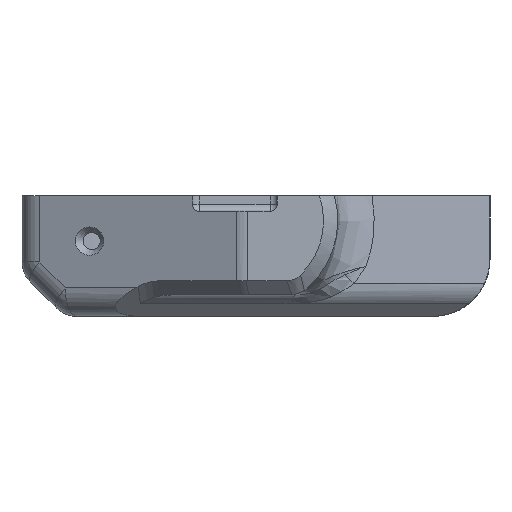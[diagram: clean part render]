
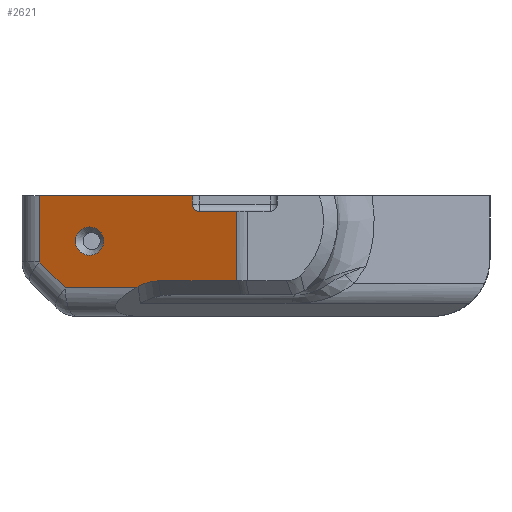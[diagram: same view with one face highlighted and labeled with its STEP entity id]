
A CAD part, front view. The second image highlights one B-rep face of the part: STEP entity #2621.
In plain terms, the highlighted planar face has unit normal (-0.387, -0.922, 0).
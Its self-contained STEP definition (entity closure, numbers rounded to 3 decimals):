
#2484=CARTESIAN_POINT('',(11.5,-9.5,7.));
#2485=DIRECTION('',(-0.387,-0.922,0.));
#2486=DIRECTION('',(0.922,-0.387,0.));
#2487=AXIS2_PLACEMENT_3D('',#2484,#2485,#2486);
#2488=PLANE('',#2487);
#2489=CARTESIAN_POINT('',(20.,-13.065,-0.));
#2490=VERTEX_POINT('',#2489);
#2491=CARTESIAN_POINT('',(20.,-13.065,-1.2));
#2492=VERTEX_POINT('',#2491);
#2493=CARTESIAN_POINT('',(20.,-13.065,-0.));
#2494=DIRECTION('',(-0.,-0.,-1.));
#2495=VECTOR('',#2494,1.2);
#2496=LINE('',#2493,#2495);
#2497=EDGE_CURVE('',#2490,#2492,#2496,.T.);
#2498=ORIENTED_EDGE('',*,*,#2497,.F.);
#2499=CARTESIAN_POINT('',(-1.547,-4.029,0.));
#2500=VERTEX_POINT('',#2499);
#2501=CARTESIAN_POINT('',(-1.547,-4.029,-0.));
#2502=DIRECTION('',(0.922,-0.387,0.));
#2503=VECTOR('',#2502,23.365);
#2504=LINE('',#2501,#2503);
#2505=EDGE_CURVE('',#2500,#2490,#2504,.T.);
#2506=ORIENTED_EDGE('',*,*,#2505,.F.);
#2507=CARTESIAN_POINT('',(-1.547,-4.029,-9.343));
#2508=VERTEX_POINT('',#2507);
#2509=CARTESIAN_POINT('',(-1.547,-4.029,0.));
#2510=DIRECTION('',(0.,0.,-1.));
#2511=VECTOR('',#2510,9.343);
#2512=LINE('',#2509,#2511);
#2513=EDGE_CURVE('',#2500,#2508,#2512,.T.);
#2514=ORIENTED_EDGE('',*,*,#2513,.T.);
#2515=CARTESIAN_POINT('',(2.11,-5.562,-13.));
#2516=VERTEX_POINT('',#2515);
#2517=CARTESIAN_POINT('',(-1.547,-4.029,-9.343));
#2518=DIRECTION('',(0.678,-0.284,-0.678));
#2519=VECTOR('',#2518,5.394);
#2520=LINE('',#2517,#2519);
#2521=EDGE_CURVE('',#2508,#2516,#2520,.T.);
#2522=ORIENTED_EDGE('',*,*,#2521,.T.);
#2523=CARTESIAN_POINT('',(12.026,-9.721,-13.));
#2524=VERTEX_POINT('',#2523);
#2525=CARTESIAN_POINT('',(2.11,-5.562,-13.));
#2526=DIRECTION('',(0.922,-0.387,-0.));
#2527=VECTOR('',#2526,10.753);
#2528=LINE('',#2525,#2527);
#2529=EDGE_CURVE('',#2516,#2524,#2528,.T.);
#2530=ORIENTED_EDGE('',*,*,#2529,.T.);
#2531=CARTESIAN_POINT('',(12.382,-9.87,-12.802));
#2532=VERTEX_POINT('',#2531);
#2533=CARTESIAN_POINT('',(12.026,-9.721,-13.));
#2534=DIRECTION('',(0.82,-0.344,0.457));
#2535=VECTOR('',#2534,0.434);
#2536=LINE('',#2533,#2535);
#2537=EDGE_CURVE('',#2524,#2532,#2536,.T.);
#2538=ORIENTED_EDGE('',*,*,#2537,.T.);
#2539=CARTESIAN_POINT('',(15.264,-11.078,-12.));
#2540=VERTEX_POINT('',#2539);
#2541=CARTESIAN_POINT('',(13.823,-10.474,-23.314));
#2542=DIRECTION('',(0.387,0.922,-0.));
#2543=DIRECTION('',(0.246,-0.103,0.964));
#2544=AXIS2_PLACEMENT_3D('',#2541,#2542,#2543);
#2545=ELLIPSE('',#2544,11.527,8.);
#2546=EDGE_CURVE('',#2532,#2540,#2545,.T.);
#2547=ORIENTED_EDGE('',*,*,#2546,.T.);
#2548=CARTESIAN_POINT('',(26.258,-15.689,-12.));
#2549=VERTEX_POINT('',#2548);
#2550=CARTESIAN_POINT('',(15.264,-11.078,-12.));
#2551=DIRECTION('',(0.922,-0.387,0.));
#2552=VECTOR('',#2551,11.922);
#2553=LINE('',#2550,#2552);
#2554=EDGE_CURVE('',#2540,#2549,#2553,.T.);
#2555=ORIENTED_EDGE('',*,*,#2554,.T.);
#2556=CARTESIAN_POINT('',(26.258,-15.689,-2.2));
#2557=VERTEX_POINT('',#2556);
#2558=CARTESIAN_POINT('',(26.258,-15.689,-12.));
#2559=DIRECTION('',(-0.,-0.,1.));
#2560=VECTOR('',#2559,9.8);
#2561=LINE('',#2558,#2560);
#2562=EDGE_CURVE('',#2549,#2557,#2561,.T.);
#2563=ORIENTED_EDGE('',*,*,#2562,.T.);
#2564=CARTESIAN_POINT('',(21.,-13.484,-2.2));
#2565=VERTEX_POINT('',#2564);
#2566=CARTESIAN_POINT('',(21.,-13.484,-2.2));
#2567=DIRECTION('',(0.922,-0.387,0.));
#2568=VECTOR('',#2567,5.701);
#2569=LINE('',#2566,#2568);
#2570=EDGE_CURVE('',#2565,#2557,#2569,.T.);
#2571=ORIENTED_EDGE('',*,*,#2570,.F.);
#2572=CARTESIAN_POINT('',(21.,-13.484,-1.2));
#2573=DIRECTION('',(-0.387,-0.922,0.));
#2574=DIRECTION('',(0.922,-0.387,0.));
#2575=AXIS2_PLACEMENT_3D('',#2572,#2573,#2574);
#2576=ELLIPSE('',#2575,1.084,1.);
#2577=EDGE_CURVE('',#2492,#2565,#2576,.T.);
#2578=ORIENTED_EDGE('',*,*,#2577,.F.);
#2579=EDGE_LOOP('',(#2498,#2506,#2514,#2522,#2530,#2538,#2547,#2555,#2563,#2571,#2578));
#2580=FACE_BOUND('',#2579,.T.);
#2581=CARTESIAN_POINT('',(3.524,-6.155,-6.41));
#2582=VERTEX_POINT('',#2581);
#2583=CARTESIAN_POINT('',(3.524,-6.155,-6.41));
#2584=CARTESIAN_POINT('',(3.524,-6.155,-6.017));
#2585=CARTESIAN_POINT('',(3.678,-6.22,-5.645));
#2586=CARTESIAN_POINT('',(3.832,-6.284,-5.274));
#2587=CARTESIAN_POINT('',(4.11,-6.401,-4.996));
#2588=CARTESIAN_POINT('',(4.387,-6.517,-4.718));
#2589=CARTESIAN_POINT('',(4.76,-6.673,-4.564));
#2590=CARTESIAN_POINT('',(5.13,-6.829,-4.41));
#2591=CARTESIAN_POINT('',(5.524,-6.994,-4.41));
#2592=CARTESIAN_POINT('',(5.917,-7.159,-4.41));
#2593=CARTESIAN_POINT('',(6.289,-7.315,-4.564));
#2594=CARTESIAN_POINT('',(6.66,-7.47,-4.717));
#2595=CARTESIAN_POINT('',(6.939,-7.587,-4.996));
#2596=CARTESIAN_POINT('',(7.216,-7.704,-5.273));
#2597=CARTESIAN_POINT('',(7.37,-7.768,-5.645));
#2598=CARTESIAN_POINT('',(7.524,-7.833,-6.016));
#2599=CARTESIAN_POINT('',(7.524,-7.833,-6.41));
#2600=CARTESIAN_POINT('',(7.525,-7.833,-6.802));
#2601=CARTESIAN_POINT('',(7.37,-7.768,-7.174));
#2602=CARTESIAN_POINT('',(7.217,-7.704,-7.545));
#2603=CARTESIAN_POINT('',(6.939,-7.587,-7.824));
#2604=CARTESIAN_POINT('',(6.661,-7.471,-8.102));
#2605=CARTESIAN_POINT('',(6.289,-7.315,-8.256));
#2606=CARTESIAN_POINT('',(5.918,-7.159,-8.41));
#2607=CARTESIAN_POINT('',(5.524,-6.994,-8.41));
#2608=CARTESIAN_POINT('',(5.132,-6.83,-8.41));
#2609=CARTESIAN_POINT('',(4.76,-6.673,-8.256));
#2610=CARTESIAN_POINT('',(4.389,-6.518,-8.103));
#2611=CARTESIAN_POINT('',(4.11,-6.401,-7.824));
#2612=CARTESIAN_POINT('',(3.833,-6.285,-7.547));
#2613=CARTESIAN_POINT('',(3.678,-6.22,-7.174));
#2614=CARTESIAN_POINT('',(3.524,-6.155,-6.803));
#2615=CARTESIAN_POINT('',(3.524,-6.155,-6.41));
#2616=B_SPLINE_CURVE_WITH_KNOTS('',2,(#2583,#2584,#2585,#2586,#2587,#2588,#2589,#2590,#2591,#2592,#2593,#2594,#2595,#2596,#2597,#2598,#2599,#2600,#2601,#2602,#2603,#2604,#2605,#2606,#2607,#2608,
#2609,#2610,#2611,#2612,#2613,#2614,#2615),.UNSPECIFIED.,.T.,.F.,(3,2,2,2,2,2,2,2,2,2,2,2,2,2,2,2,3),(0.,0.063,0.125,0.188,0.25,0.313,0.375,0.438,0.5,0.563,0.625,0.688,0.75,0.813,0.875,0.938,1.),.UNSPECIFIED.);
#2617=EDGE_CURVE('',#2582,#2582,#2616,.T.);
#2618=ORIENTED_EDGE('',*,*,#2617,.T.);
#2619=EDGE_LOOP('',(#2618));
#2620=FACE_BOUND('',#2619,.T.);
#2621=ADVANCED_FACE('',(#2580,#2620),#2488,.T.);
